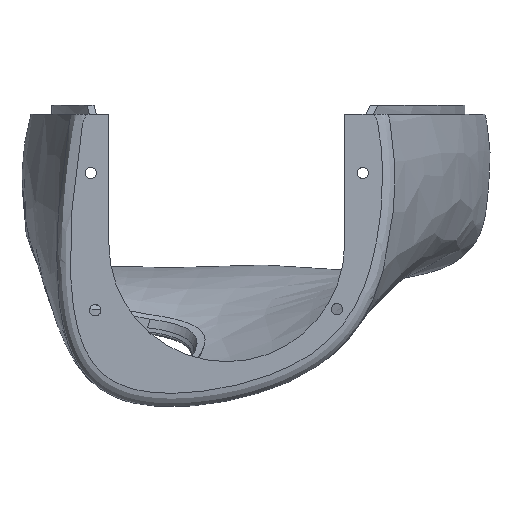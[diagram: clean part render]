
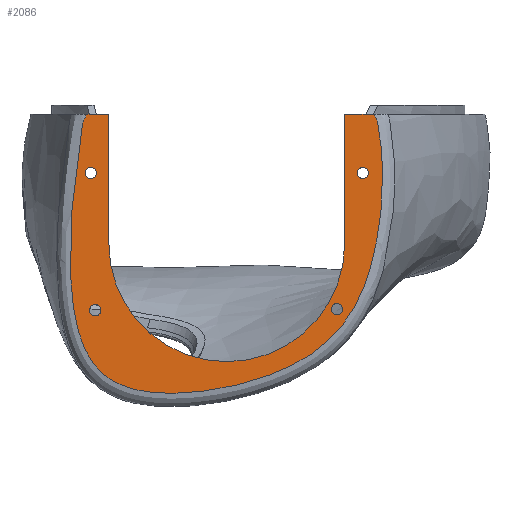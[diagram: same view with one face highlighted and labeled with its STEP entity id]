
A CAD part, front view. The second image highlights one B-rep face of the part: STEP entity #2086.
In plain terms, the highlighted planar face has unit normal (0, -1, 0).
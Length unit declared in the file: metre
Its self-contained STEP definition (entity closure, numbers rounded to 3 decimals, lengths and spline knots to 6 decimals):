
#95=LINE('',#7967,#201);
#96=LINE('',#8008,#202);
#117=LINE('',#8360,#223);
#118=LINE('',#8364,#224);
#201=VECTOR('',#2399,1.);
#202=VECTOR('',#2408,1.);
#223=VECTOR('',#2489,1.);
#224=VECTOR('',#2492,1.);
#327=CIRCLE('',#2250,0.00125);
#328=CIRCLE('',#2251,0.00125);
#329=CIRCLE('',#2252,0.00125);
#330=CIRCLE('',#2253,0.00125);
#331=CIRCLE('',#2254,0.026);
#368=PLANE('',#2249);
#571=ORIENTED_EDGE('',*,*,#1228,.T.);
#572=ORIENTED_EDGE('',*,*,#1229,.T.);
#573=ORIENTED_EDGE('',*,*,#1230,.T.);
#574=ORIENTED_EDGE('',*,*,#1231,.T.);
#575=ORIENTED_EDGE('',*,*,#1171,.T.);
#576=ORIENTED_EDGE('',*,*,#1232,.T.);
#577=ORIENTED_EDGE('',*,*,#1233,.T.);
#578=ORIENTED_EDGE('',*,*,#1234,.T.);
#579=ORIENTED_EDGE('',*,*,#1235,.T.);
#580=ORIENTED_EDGE('',*,*,#1236,.T.);
#581=ORIENTED_EDGE('',*,*,#1237,.T.);
#582=ORIENTED_EDGE('',*,*,#1238,.T.);
#583=ORIENTED_EDGE('',*,*,#1162,.T.);
#584=ORIENTED_EDGE('',*,*,#1239,.T.);
#585=ORIENTED_EDGE('',*,*,#1240,.F.);
#586=ORIENTED_EDGE('',*,*,#1241,.T.);
#1162=EDGE_CURVE('',#1497,#1496,#95,.T.);
#1171=EDGE_CURVE('',#1504,#1503,#96,.T.);
#1228=EDGE_CURVE('',#1554,#1554,#327,.T.);
#1229=EDGE_CURVE('',#1555,#1555,#328,.T.);
#1230=EDGE_CURVE('',#1556,#1556,#329,.T.);
#1231=EDGE_CURVE('',#1557,#1557,#330,.T.);
#1232=EDGE_CURVE('',#1503,#1558,#1711,.T.);
#1233=EDGE_CURVE('',#1558,#1559,#1712,.T.);
#1234=EDGE_CURVE('',#1559,#1560,#1713,.T.);
#1235=EDGE_CURVE('',#1560,#1561,#1714,.T.);
#1236=EDGE_CURVE('',#1561,#1562,#1715,.T.);
#1237=EDGE_CURVE('',#1562,#1563,#1716,.T.);
#1238=EDGE_CURVE('',#1563,#1497,#1717,.T.);
#1239=EDGE_CURVE('',#1496,#1564,#117,.T.);
#1240=EDGE_CURVE('',#1565,#1564,#331,.T.);
#1241=EDGE_CURVE('',#1565,#1504,#118,.T.);
#1496=VERTEX_POINT('',#7966);
#1497=VERTEX_POINT('',#7968);
#1503=VERTEX_POINT('',#8007);
#1504=VERTEX_POINT('',#8009);
#1554=VERTEX_POINT('',#8290);
#1555=VERTEX_POINT('',#8292);
#1556=VERTEX_POINT('',#8294);
#1557=VERTEX_POINT('',#8296);
#1558=VERTEX_POINT('',#8301);
#1559=VERTEX_POINT('',#8311);
#1560=VERTEX_POINT('',#8323);
#1561=VERTEX_POINT('',#8335);
#1562=VERTEX_POINT('',#8345);
#1563=VERTEX_POINT('',#8355);
#1564=VERTEX_POINT('',#8361);
#1565=VERTEX_POINT('',#8363);
#1711=B_SPLINE_CURVE_WITH_KNOTS('',3,(#8297,#8298,#8299,#8300),
 .UNSPECIFIED.,.F.,.F.,(4,4),(0.,0.00217),.UNSPECIFIED.);
#1712=B_SPLINE_CURVE_WITH_KNOTS('',3,(#8302,#8303,#8304,#8305,#8306,#8307,
#8308,#8309,#8310),.UNSPECIFIED.,.F.,.F.,(4,1,1,1,1,1,4),(0.,0.001244,
0.002488,0.004977,0.009954,0.01493,
0.019907),.UNSPECIFIED.);
#1713=B_SPLINE_CURVE_WITH_KNOTS('',3,(#8312,#8313,#8314,#8315,#8316,#8317,
#8318,#8319,#8320,#8321,#8322),.UNSPECIFIED.,.F.,.F.,(4,1,1,1,1,1,1,1,4),
(0.,0.010421,0.015632,0.020842,0.026053,
0.031263,0.036474,0.039079,0.041684),
 .UNSPECIFIED.);
#1714=B_SPLINE_CURVE_WITH_KNOTS('',3,(#8324,#8325,#8326,#8327,#8328,#8329,
#8330,#8331,#8332,#8333,#8334),.UNSPECIFIED.,.F.,.F.,(4,1,1,1,1,1,1,1,4),
(0.,0.005511,0.008266,0.011021,0.016532,
0.022042,0.027553,0.033064,0.044085),
 .UNSPECIFIED.);
#1715=B_SPLINE_CURVE_WITH_KNOTS('',3,(#8336,#8337,#8338,#8339,#8340,#8341,
#8342,#8343,#8344),.UNSPECIFIED.,.F.,.F.,(4,1,1,1,1,1,4),(0.,0.004545,
0.009091,0.018182,0.022727,0.027273,
0.036364),.UNSPECIFIED.);
#1716=B_SPLINE_CURVE_WITH_KNOTS('',3,(#8346,#8347,#8348,#8349,#8350,#8351,
#8352,#8353,#8354),.UNSPECIFIED.,.F.,.F.,(4,1,1,1,1,1,4),(0.,0.00489,
0.00978,0.014669,0.017114,0.018337,
0.019559),.UNSPECIFIED.);
#1717=B_SPLINE_CURVE_WITH_KNOTS('',3,(#8356,#8357,#8358,#8359),
 .UNSPECIFIED.,.F.,.F.,(4,4),(0.,0.001991),.UNSPECIFIED.);
#1804=EDGE_LOOP('',(#571));
#1805=EDGE_LOOP('',(#572));
#1806=EDGE_LOOP('',(#573));
#1807=EDGE_LOOP('',(#574));
#1808=EDGE_LOOP('',(#575,#576,#577,#578,#579,#580,#581,#582,#583,#584,#585,
#586));
#1941=FACE_BOUND('',#1804,.T.);
#1942=FACE_BOUND('',#1805,.T.);
#1943=FACE_BOUND('',#1806,.T.);
#1944=FACE_BOUND('',#1807,.T.);
#1945=FACE_BOUND('',#1808,.T.);
#2086=ADVANCED_FACE('',(#1941,#1942,#1943,#1944,#1945),#368,.T.);
#2249=AXIS2_PLACEMENT_3D('',#8288,#2479,#2480);
#2250=AXIS2_PLACEMENT_3D('',#8289,#2481,#2482);
#2251=AXIS2_PLACEMENT_3D('',#8291,#2483,#2484);
#2252=AXIS2_PLACEMENT_3D('',#8293,#2485,#2486);
#2253=AXIS2_PLACEMENT_3D('',#8295,#2487,#2488);
#2254=AXIS2_PLACEMENT_3D('',#8362,#2490,#2491);
#2399=DIRECTION('',(-1.,0.,0.));
#2408=DIRECTION('',(-1.,0.,0.));
#2479=DIRECTION('',(0.,-1.,0.));
#2480=DIRECTION('',(1.,0.,0.));
#2481=DIRECTION('',(0.,1.,0.));
#2482=DIRECTION('',(0.,0.,1.));
#2483=DIRECTION('',(0.,1.,0.));
#2484=DIRECTION('',(0.,0.,1.));
#2485=DIRECTION('',(0.,1.,0.));
#2486=DIRECTION('',(0.,0.,1.));
#2487=DIRECTION('',(0.,1.,0.));
#2488=DIRECTION('',(0.,0.,1.));
#2489=DIRECTION('',(0.,0.,-1.));
#2490=DIRECTION('',(0.,-1.,0.));
#2491=DIRECTION('',(0.,0.,-1.));
#2492=DIRECTION('',(0.,0.,1.));
#7966=CARTESIAN_POINT('',(0.0505,-0.0975,0.017));
#7967=CARTESIAN_POINT('',(0.023504,-0.0975,0.017));
#7968=CARTESIAN_POINT('',(0.057003,-0.0975,0.017));
#8007=CARTESIAN_POINT('',(-0.006331,-0.0975,0.017));
#8008=CARTESIAN_POINT('',(0.023504,-0.0975,0.017));
#8009=CARTESIAN_POINT('',(-0.0015,-0.0975,0.017));
#8288=CARTESIAN_POINT('',(0.023504,-0.0975,-0.006008));
#8289=CARTESIAN_POINT('',(-0.004511,-0.0975,-0.026149));
#8290=CARTESIAN_POINT('',(-0.004511,-0.0975,-0.024899));
#8291=CARTESIAN_POINT('',(-0.0055,-0.0975,0.004082));
#8292=CARTESIAN_POINT('',(-0.0055,-0.0975,0.005332));
#8293=CARTESIAN_POINT('',(0.0545,-0.0975,0.004082));
#8294=CARTESIAN_POINT('',(0.0545,-0.0975,0.005332));
#8295=CARTESIAN_POINT('',(0.048785,-0.0975,-0.025932));
#8296=CARTESIAN_POINT('',(0.048785,-0.0975,-0.024682));
#8297=CARTESIAN_POINT('',(-0.006331,-0.0975,0.017));
#8298=CARTESIAN_POINT('',(-0.006765,-0.0975,0.016421));
#8299=CARTESIAN_POINT('',(-0.007127,-0.0975,0.015782));
#8300=CARTESIAN_POINT('',(-0.007283,-0.0975,0.015074));
#8301=CARTESIAN_POINT('',(-0.007283,-0.0975,0.015074));
#8302=CARTESIAN_POINT('',(-0.007283,-0.0975,0.015074));
#8303=CARTESIAN_POINT('',(-0.007373,-0.0975,0.014668));
#8304=CARTESIAN_POINT('',(-0.007506,-0.0975,0.013849));
#8305=CARTESIAN_POINT('',(-0.007799,-0.0975,0.012216));
#8306=CARTESIAN_POINT('',(-0.008256,-0.0975,0.009349));
#8307=CARTESIAN_POINT('',(-0.008824,-0.0975,0.005239));
#8308=CARTESIAN_POINT('',(-0.00935,-0.0975,0.000293));
#8309=CARTESIAN_POINT('',(-0.009601,-0.0975,-0.003015));
#8310=CARTESIAN_POINT('',(-0.0097,-0.0975,-0.004671));
#8311=CARTESIAN_POINT('',(-0.0097,-0.0975,-0.004671));
#8312=CARTESIAN_POINT('',(-0.0097,-0.0975,-0.004671));
#8313=CARTESIAN_POINT('',(-0.00991,-0.0975,-0.008156));
#8314=CARTESIAN_POINT('',(-0.010105,-0.0975,-0.013377));
#8315=CARTESIAN_POINT('',(-0.009896,-0.0975,-0.020324));
#8316=CARTESIAN_POINT('',(-0.009402,-0.0975,-0.025513));
#8317=CARTESIAN_POINT('',(-0.008379,-0.0975,-0.03071));
#8318=CARTESIAN_POINT('',(-0.006565,-0.0975,-0.035657));
#8319=CARTESIAN_POINT('',(-0.00397,-0.0975,-0.039296));
#8320=CARTESIAN_POINT('',(-0.001171,-0.0975,-0.041481));
#8321=CARTESIAN_POINT('',(0.000384,-0.0975,-0.042289));
#8322=CARTESIAN_POINT('',(0.001202,-0.0975,-0.042634));
#8323=CARTESIAN_POINT('',(0.001202,-0.0975,-0.042634));
#8324=CARTESIAN_POINT('',(0.001202,-0.0975,-0.042634));
#8325=CARTESIAN_POINT('',(0.002915,-0.0975,-0.043357));
#8326=CARTESIAN_POINT('',(0.005588,-0.0975,-0.044025));
#8327=CARTESIAN_POINT('',(0.009274,-0.0975,-0.044425));
#8328=CARTESIAN_POINT('',(0.012913,-0.0975,-0.044542));
#8329=CARTESIAN_POINT('',(0.017425,-0.0975,-0.044284));
#8330=CARTESIAN_POINT('',(0.02279,-0.0975,-0.043542));
#8331=CARTESIAN_POINT('',(0.028114,-0.0975,-0.042379));
#8332=CARTESIAN_POINT('',(0.035131,-0.0975,-0.040229));
#8333=CARTESIAN_POINT('',(0.040036,-0.0975,-0.037892));
#8334=CARTESIAN_POINT('',(0.043084,-0.0975,-0.035824));
#8335=CARTESIAN_POINT('',(0.043084,-0.0975,-0.035824));
#8336=CARTESIAN_POINT('',(0.043084,-0.0975,-0.035824));
#8337=CARTESIAN_POINT('',(0.044348,-0.0975,-0.034966));
#8338=CARTESIAN_POINT('',(0.046734,-0.0975,-0.0331));
#8339=CARTESIAN_POINT('',(0.050939,-0.0975,-0.028641));
#8340=CARTESIAN_POINT('',(0.05395,-0.0975,-0.023381));
#8341=CARTESIAN_POINT('',(0.055991,-0.0975,-0.017633));
#8342=CARTESIAN_POINT('',(0.057483,-0.0975,-0.011804));
#8343=CARTESIAN_POINT('',(0.058165,-0.0975,-0.007324));
#8344=CARTESIAN_POINT('',(0.058489,-0.0975,-0.004309));
#8345=CARTESIAN_POINT('',(0.058489,-0.0975,-0.004309));
#8346=CARTESIAN_POINT('',(0.058489,-0.0975,-0.004309));
#8347=CARTESIAN_POINT('',(0.058663,-0.0975,-0.002685));
#8348=CARTESIAN_POINT('',(0.058896,-0.0975,0.000566));
#8349=CARTESIAN_POINT('',(0.058895,-0.0975,0.005468));
#8350=CARTESIAN_POINT('',(0.058598,-0.0975,0.009531));
#8351=CARTESIAN_POINT('',(0.058241,-0.0975,0.012358));
#8352=CARTESIAN_POINT('',(0.057983,-0.0975,0.013969));
#8353=CARTESIAN_POINT('',(0.057857,-0.0975,0.014774));
#8354=CARTESIAN_POINT('',(0.057771,-0.0975,0.015174));
#8355=CARTESIAN_POINT('',(0.057771,-0.0975,0.015174));
#8356=CARTESIAN_POINT('',(0.057771,-0.0975,0.015174));
#8357=CARTESIAN_POINT('',(0.05763,-0.0975,0.015824));
#8358=CARTESIAN_POINT('',(0.057356,-0.0975,0.016437));
#8359=CARTESIAN_POINT('',(0.057003,-0.0975,0.017));
#8360=CARTESIAN_POINT('',(0.0505,-0.0975,0.00275));
#8361=CARTESIAN_POINT('',(0.0505,-0.0975,-0.0115));
#8362=CARTESIAN_POINT('',(0.0245,-0.0975,-0.0115));
#8363=CARTESIAN_POINT('',(-0.0015,-0.0975,-0.0115));
#8364=CARTESIAN_POINT('',(-0.0015,-0.0975,0.00275));
